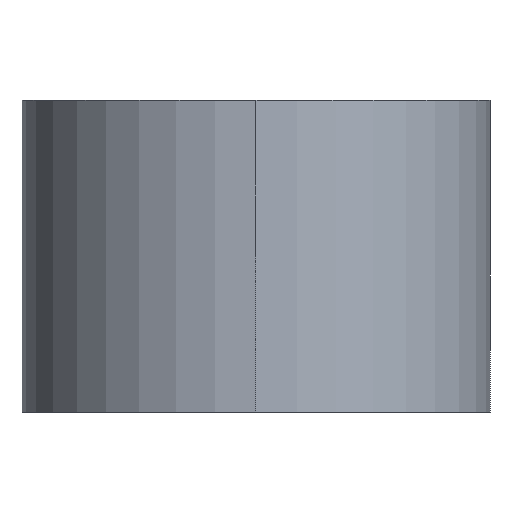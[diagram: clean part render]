
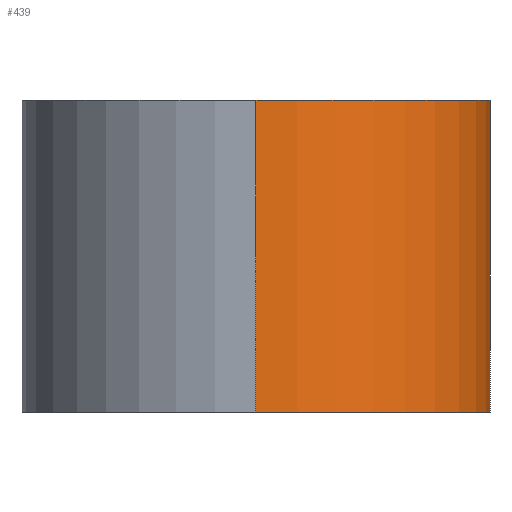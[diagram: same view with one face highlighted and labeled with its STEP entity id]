
A CAD part, left-side view. The second image highlights one B-rep face of the part: STEP entity #439.
In plain terms, the highlighted cylindrical face has radius 15 mm (diameter 30 mm), a partial arc.
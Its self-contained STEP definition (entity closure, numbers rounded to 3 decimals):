
#19 = CARTESIAN_POINT ( 'NONE',  ( -25., 0., 20. ) ) ;
#125 = VERTEX_POINT ( 'NONE', #195 ) ;
#143 = DIRECTION ( 'NONE',  ( 0., 0., -1. ) ) ;
#162 = AXIS2_PLACEMENT_3D ( 'NONE', #483, #412, #177 ) ;
#177 = DIRECTION ( 'NONE',  ( -1., 0., 0. ) ) ;
#184 = CIRCLE ( 'NONE', #503, 15. ) ;
#195 = CARTESIAN_POINT ( 'NONE',  ( -25., -15., 0. ) ) ;
#214 = EDGE_CURVE ( 'NONE', #269, #633, #655, .T. ) ;
#224 = CARTESIAN_POINT ( 'NONE',  ( -25., 0., 0. ) ) ;
#228 = CARTESIAN_POINT ( 'NONE',  ( -25., -15., 20. ) ) ;
#247 = CIRCLE ( 'NONE', #375, 15. ) ;
#258 = CARTESIAN_POINT ( 'NONE',  ( -40., 0., 0. ) ) ;
#261 = DIRECTION ( 'NONE',  ( 1., 0., 0. ) ) ;
#269 = VERTEX_POINT ( 'NONE', #316 ) ;
#316 = CARTESIAN_POINT ( 'NONE',  ( -40., 0., 20. ) ) ;
#320 = EDGE_CURVE ( 'NONE', #451, #125, #438, .T. ) ;
#337 = ORIENTED_EDGE ( 'NONE', *, *, #320, .F. ) ;
#341 = DIRECTION ( 'NONE',  ( 1., 0., 0. ) ) ;
#349 = EDGE_CURVE ( 'NONE', #269, #451, #247, .T. ) ;
#373 = DIRECTION ( 'NONE',  ( 0., 0., -1. ) ) ;
#375 = AXIS2_PLACEMENT_3D ( 'NONE', #19, #381, #261 ) ;
#381 = DIRECTION ( 'NONE',  ( 0., 0., 1. ) ) ;
#405 = DIRECTION ( 'NONE',  ( 0., 0., 1. ) ) ;
#412 = DIRECTION ( 'NONE',  ( 0., 0., -1. ) ) ;
#438 = LINE ( 'NONE', #566, #548 ) ;
#439 = ADVANCED_FACE ( 'NONE', ( #585 ), #718, .T. ) ;
#451 = VERTEX_POINT ( 'NONE', #228 ) ;
#483 = CARTESIAN_POINT ( 'NONE',  ( -25., 0., 20. ) ) ;
#486 = ORIENTED_EDGE ( 'NONE', *, *, #214, .T. ) ;
#492 = ORIENTED_EDGE ( 'NONE', *, *, #713, .T. ) ;
#503 = AXIS2_PLACEMENT_3D ( 'NONE', #224, #405, #341 ) ;
#542 = CARTESIAN_POINT ( 'NONE',  ( -40., 0., 20. ) ) ;
#548 = VECTOR ( 'NONE', #143, 1000. ) ;
#566 = CARTESIAN_POINT ( 'NONE',  ( -25., -15., 20. ) ) ;
#579 = ORIENTED_EDGE ( 'NONE', *, *, #349, .F. ) ;
#585 = FACE_OUTER_BOUND ( 'NONE', #690, .T. ) ;
#633 = VERTEX_POINT ( 'NONE', #258 ) ;
#655 = LINE ( 'NONE', #542, #689 ) ;
#689 = VECTOR ( 'NONE', #373, 1000. ) ;
#690 = EDGE_LOOP ( 'NONE', ( #579, #486, #492, #337 ) ) ;
#713 = EDGE_CURVE ( 'NONE', #633, #125, #184, .T. ) ;
#718 = CYLINDRICAL_SURFACE ( 'NONE', #162, 15. ) ;
